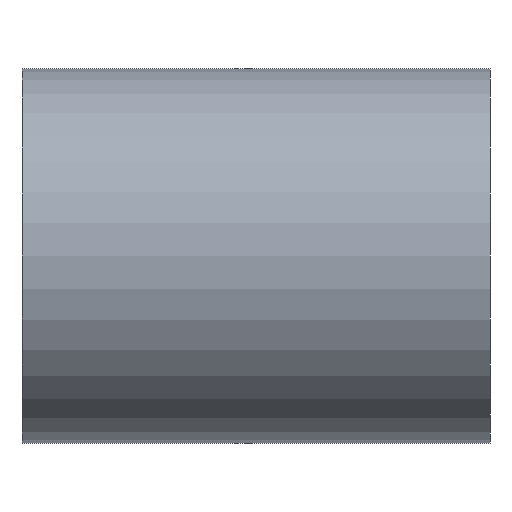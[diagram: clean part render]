
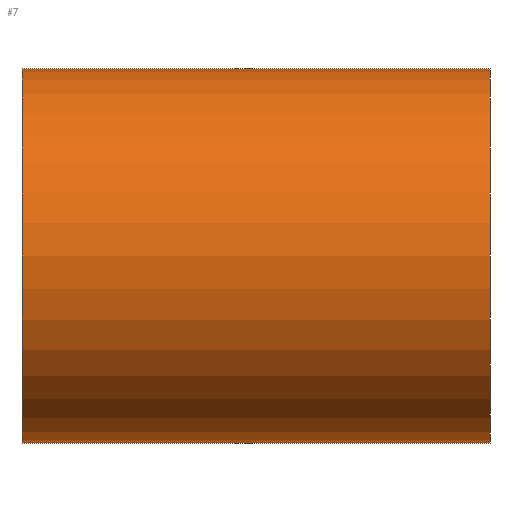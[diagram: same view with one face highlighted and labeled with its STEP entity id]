
A CAD part, left-side view. The second image highlights one B-rep face of the part: STEP entity #7.
In plain terms, the highlighted cylindrical face has radius 20 mm (diameter 40 mm), a partial arc.
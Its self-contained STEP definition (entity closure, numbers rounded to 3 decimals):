
#7 = ADVANCED_FACE ( 'NONE', ( #16 ), #35, .T. ) ;
#14 = DIRECTION ( 'NONE',  ( 0., -1., 0. ) ) ;
#16 = FACE_OUTER_BOUND ( 'NONE', #155, .T. ) ;
#18 = DIRECTION ( 'NONE',  ( 0., -1., 0. ) ) ;
#33 = AXIS2_PLACEMENT_3D ( 'NONE', #228, #205, #111 ) ;
#35 = CYLINDRICAL_SURFACE ( 'NONE', #216, 20. ) ;
#38 = DIRECTION ( 'NONE',  ( 0., -1., 0. ) ) ;
#39 = CARTESIAN_POINT ( 'NONE',  ( 0., 50., -20. ) ) ;
#41 = VERTEX_POINT ( 'NONE', #133 ) ;
#48 = EDGE_CURVE ( 'NONE', #86, #62, #254, .T. ) ;
#51 = CARTESIAN_POINT ( 'NONE',  ( 0., 50., 20. ) ) ;
#52 = VECTOR ( 'NONE', #38, 1000. ) ;
#53 = DIRECTION ( 'NONE',  ( 0., 1., 0. ) ) ;
#62 = VERTEX_POINT ( 'NONE', #77 ) ;
#67 = ORIENTED_EDGE ( 'NONE', *, *, #214, .F. ) ;
#71 = CIRCLE ( 'NONE', #33, 20. ) ;
#77 = CARTESIAN_POINT ( 'NONE',  ( 0., 50., 20. ) ) ;
#81 = ORIENTED_EDGE ( 'NONE', *, *, #48, .F. ) ;
#86 = VERTEX_POINT ( 'NONE', #234 ) ;
#95 = ORIENTED_EDGE ( 'NONE', *, *, #166, .T. ) ;
#111 = DIRECTION ( 'NONE',  ( 0., 0., 1. ) ) ;
#115 = CARTESIAN_POINT ( 'NONE',  ( 0., 50., 0. ) ) ;
#133 = CARTESIAN_POINT ( 'NONE',  ( 0., 0., -20. ) ) ;
#134 = VECTOR ( 'NONE', #14, 1000. ) ;
#139 = CARTESIAN_POINT ( 'NONE',  ( 0., 0., 20. ) ) ;
#140 = AXIS2_PLACEMENT_3D ( 'NONE', #208, #53, #171 ) ;
#141 = LINE ( 'NONE', #39, #52 ) ;
#143 = VERTEX_POINT ( 'NONE', #139 ) ;
#155 = EDGE_LOOP ( 'NONE', ( #67, #81, #95, #160 ) ) ;
#160 = ORIENTED_EDGE ( 'NONE', *, *, #210, .T. ) ;
#166 = EDGE_CURVE ( 'NONE', #86, #41, #141, .T. ) ;
#171 = DIRECTION ( 'NONE',  ( 0., 0., 1. ) ) ;
#205 = DIRECTION ( 'NONE',  ( 0., 1., 0. ) ) ;
#208 = CARTESIAN_POINT ( 'NONE',  ( 0., 50., 0. ) ) ;
#210 = EDGE_CURVE ( 'NONE', #41, #143, #71, .T. ) ;
#211 = DIRECTION ( 'NONE',  ( 0., 0., -1. ) ) ;
#214 = EDGE_CURVE ( 'NONE', #62, #143, #227, .T. ) ;
#216 = AXIS2_PLACEMENT_3D ( 'NONE', #115, #18, #211 ) ;
#227 = LINE ( 'NONE', #51, #134 ) ;
#228 = CARTESIAN_POINT ( 'NONE',  ( 0., 0., 0. ) ) ;
#234 = CARTESIAN_POINT ( 'NONE',  ( 0., 50., -20. ) ) ;
#254 = CIRCLE ( 'NONE', #140, 20. ) ;
